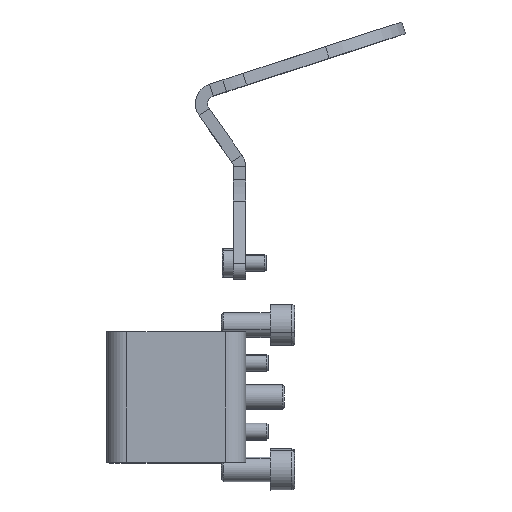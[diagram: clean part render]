
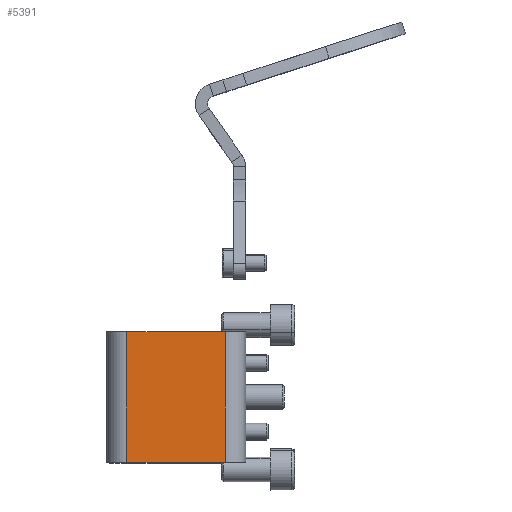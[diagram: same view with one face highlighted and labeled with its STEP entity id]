
A CAD part, top view. The second image highlights one B-rep face of the part: STEP entity #5391.
In plain terms, the highlighted planar face has unit normal (0, 0, 1).
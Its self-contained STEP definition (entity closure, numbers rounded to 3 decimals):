
#325 = DIRECTION ( 'NONE',  ( 0., -1., 0. ) ) ;
#484 = EDGE_LOOP ( 'NONE', ( #7538, #5639, #4614, #6031 ) ) ;
#498 = AXIS2_PLACEMENT_3D ( 'NONE', #5030, #3120, #6279 ) ;
#519 = DIRECTION ( 'NONE',  ( -1., 0., 0. ) ) ;
#545 = LINE ( 'NONE', #5015, #2966 ) ;
#595 = VECTOR ( 'NONE', #1701, 1000. ) ;
#894 = LINE ( 'NONE', #8288, #595 ) ;
#1232 = VERTEX_POINT ( 'NONE', #4800 ) ;
#1268 = LINE ( 'NONE', #2982, #7483 ) ;
#1421 = VERTEX_POINT ( 'NONE', #4906 ) ;
#1701 = DIRECTION ( 'NONE',  ( -1., 0., 0. ) ) ;
#1981 = EDGE_CURVE ( 'NONE', #2199, #1232, #1268, .T. ) ;
#2068 = CARTESIAN_POINT ( 'NONE',  ( 2047.5, 16., 2213.632 ) ) ;
#2199 = VERTEX_POINT ( 'NONE', #2068 ) ;
#2852 = EDGE_CURVE ( 'NONE', #1421, #6053, #3788, .T. ) ;
#2966 = VECTOR ( 'NONE', #519, 1000. ) ;
#2982 = CARTESIAN_POINT ( 'NONE',  ( 2047.5, 16., 2213.632 ) ) ;
#3001 = EDGE_CURVE ( 'NONE', #1232, #6053, #545, .T. ) ;
#3120 = DIRECTION ( 'NONE',  ( 0., 0., 1. ) ) ;
#3488 = FACE_OUTER_BOUND ( 'NONE', #484, .T. ) ;
#3788 = LINE ( 'NONE', #6895, #5729 ) ;
#4361 = CARTESIAN_POINT ( 'NONE',  ( 2023.4, -16., 2213.632 ) ) ;
#4401 = PLANE ( 'NONE',  #498 ) ;
#4614 = ORIENTED_EDGE ( 'NONE', *, *, #7226, .T. ) ;
#4800 = CARTESIAN_POINT ( 'NONE',  ( 2047.5, -16., 2213.632 ) ) ;
#4906 = CARTESIAN_POINT ( 'NONE',  ( 2023.4, 16., 2213.632 ) ) ;
#5015 = CARTESIAN_POINT ( 'NONE',  ( 2052.5, -16., 2213.632 ) ) ;
#5030 = CARTESIAN_POINT ( 'NONE',  ( 2052.5, 16., 2213.632 ) ) ;
#5391 = ADVANCED_FACE ( 'NONE', ( #3488 ), #4401, .T. ) ;
#5639 = ORIENTED_EDGE ( 'NONE', *, *, #1981, .F. ) ;
#5729 = VECTOR ( 'NONE', #325, 1000. ) ;
#6031 = ORIENTED_EDGE ( 'NONE', *, *, #2852, .T. ) ;
#6053 = VERTEX_POINT ( 'NONE', #4361 ) ;
#6279 = DIRECTION ( 'NONE',  ( 1., 0., 0. ) ) ;
#6895 = CARTESIAN_POINT ( 'NONE',  ( 2023.4, 16., 2213.632 ) ) ;
#6921 = DIRECTION ( 'NONE',  ( 0., -1., 0. ) ) ;
#7226 = EDGE_CURVE ( 'NONE', #2199, #1421, #894, .T. ) ;
#7483 = VECTOR ( 'NONE', #6921, 1000. ) ;
#7538 = ORIENTED_EDGE ( 'NONE', *, *, #3001, .F. ) ;
#8288 = CARTESIAN_POINT ( 'NONE',  ( 2052.5, 16., 2213.632 ) ) ;
